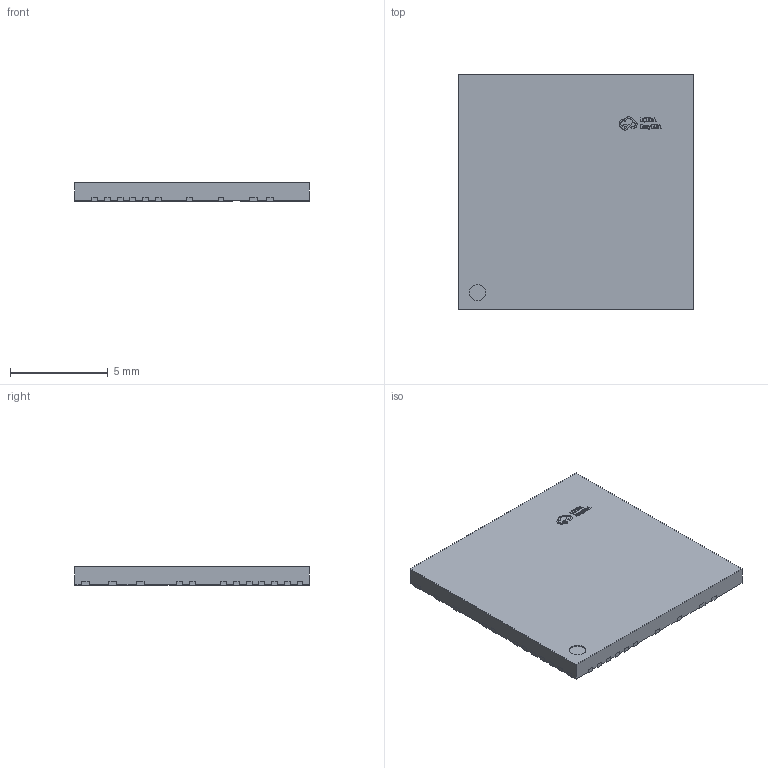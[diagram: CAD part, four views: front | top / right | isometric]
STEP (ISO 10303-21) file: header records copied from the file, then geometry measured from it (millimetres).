
FILE_DESCRIPTION (( 'STEP AP214' ), '1' );
FILE_NAME ('PG-IQFN-38_L12.0-W12.0-H0.9-P0.65-BL-EP_IMM102T.step', '2022-07-08T08:27:31', ( '' ), ( '' ), 'SwSTEP 2.0', 'SolidWorks 2020', '' );
FILE_SCHEMA (( 'AUTOMOTIVE_DESIGN' ));
Length unit declared in the file: millimetre
Products named in the file (1): PG-IQFN-38_L12.0-W12.0-H0.9-P0.65-BL-EP_IMM102T
Bounding box: 12 x 12 x 0.95 mm (x, y, z)
Volume: 133.2 mm3; surface area: 518.1 mm2
Topology: 28 solids, 28 shells, 723 faces, 1911 edges, 1274 vertices
Faces by surface type: plane 536, bspline 114, cylinder 73
Entity records: 26515 total; most frequent: CARTESIAN_POINT 6271, ORIENTED_EDGE 3822, DIRECTION 3045, EDGE_CURVE 1911, LINE 1533, VECTOR 1533, VERTEX_POINT 1274, AXIS2_PLACEMENT_3D 756
